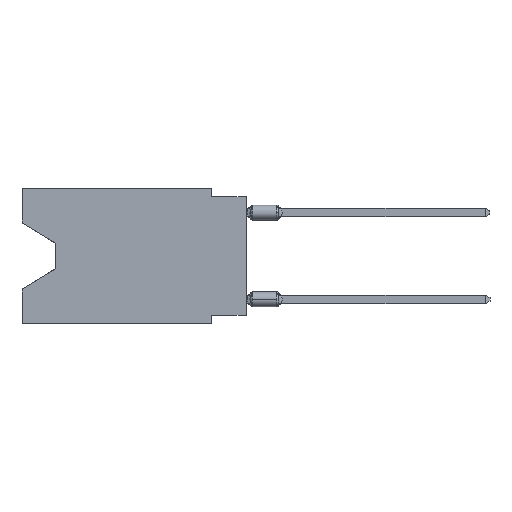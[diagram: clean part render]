
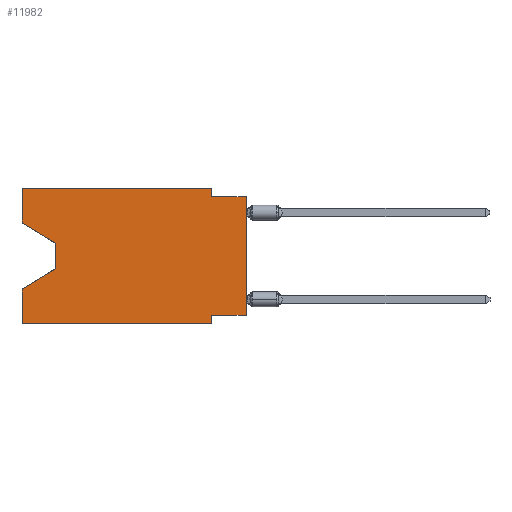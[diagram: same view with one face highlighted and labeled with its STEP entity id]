
A CAD part, left-side view. The second image highlights one B-rep face of the part: STEP entity #11982.
In plain terms, the highlighted planar face has unit normal (-1, 0, 0).
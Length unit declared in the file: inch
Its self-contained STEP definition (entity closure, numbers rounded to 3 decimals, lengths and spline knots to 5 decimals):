
#6 = CARTESIAN_POINT ( 'NONE',  ( 0., 0.645, -0.10025 ) ) ;
#372 = DIRECTION ( 'NONE',  ( 0., 0., 1. ) ) ;
#665 = VERTEX_POINT ( 'NONE', #6771 ) ;
#698 = DIRECTION ( 'NONE',  ( 0., 0., -1. ) ) ;
#725 = DIRECTION ( 'NONE',  ( 1., 0., 0. ) ) ;
#769 = CARTESIAN_POINT ( 'NONE',  ( 0., 0.1, 0. ) ) ;
#770 = CARTESIAN_POINT ( 'NONE',  ( 0., 0.1, -0.39 ) ) ;
#910 = CARTESIAN_POINT ( 'NONE',  ( 0., 0.645, 0. ) ) ;
#1625 = VERTEX_POINT ( 'NONE', #15433 ) ;
#1720 = ORIENTED_EDGE ( 'NONE', *, *, #7202, .T. ) ;
#1736 = CARTESIAN_POINT ( 'NONE',  ( 0., 0.645, 0. ) ) ;
#1799 = CARTESIAN_POINT ( 'NONE',  ( 0., 0.1, 0. ) ) ;
#1901 = CARTESIAN_POINT ( 'NONE',  ( 0., 0., -0.025 ) ) ;
#2044 = LINE ( 'NONE', #3009, #5000 ) ;
#2084 = EDGE_CURVE ( 'NONE', #14427, #13568, #14838, .T. ) ;
#2266 = LINE ( 'NONE', #9450, #5720 ) ;
#2341 = ORIENTED_EDGE ( 'NONE', *, *, #11289, .F. ) ;
#2567 = VERTEX_POINT ( 'NONE', #11149 ) ;
#3009 = CARTESIAN_POINT ( 'NONE',  ( 0., 0.645, 0. ) ) ;
#3112 = VERTEX_POINT ( 'NONE', #15471 ) ;
#3179 = EDGE_CURVE ( 'NONE', #665, #3549, #13009, .T. ) ;
#3205 = ORIENTED_EDGE ( 'NONE', *, *, #11215, .F. ) ;
#3467 = AXIS2_PLACEMENT_3D ( 'NONE', #11675, #725, #6714 ) ;
#3549 = VERTEX_POINT ( 'NONE', #14090 ) ;
#3692 = DIRECTION ( 'NONE',  ( 0., 0., -1. ) ) ;
#3887 = DIRECTION ( 'NONE',  ( 0., -0.855, -0.519 ) ) ;
#3895 = LINE ( 'NONE', #6392, #6477 ) ;
#4264 = LINE ( 'NONE', #12984, #14094 ) ;
#4560 = VERTEX_POINT ( 'NONE', #14911 ) ;
#4744 = EDGE_CURVE ( 'NONE', #8318, #4560, #7296, .T. ) ;
#4780 = LINE ( 'NONE', #10699, #14388 ) ;
#5000 = VECTOR ( 'NONE', #9393, 39.37008 ) ;
#5024 = CARTESIAN_POINT ( 'NONE',  ( 0., 0., 0. ) ) ;
#5602 = PLANE ( 'NONE',  #3467 ) ;
#5675 = EDGE_LOOP ( 'NONE', ( #6416, #6883, #1720, #3205, #10987, #10206, #6061, #9795, #2341, #6284, #8372, #9419 ) ) ;
#5720 = VECTOR ( 'NONE', #3692, 39.37008 ) ;
#5725 = EDGE_CURVE ( 'NONE', #8318, #3112, #13803, .T. ) ;
#5896 = EDGE_CURVE ( 'NONE', #15306, #14859, #14334, .T. ) ;
#6061 = ORIENTED_EDGE ( 'NONE', *, *, #13589, .F. ) ;
#6284 = ORIENTED_EDGE ( 'NONE', *, *, #5896, .F. ) ;
#6327 = EDGE_CURVE ( 'NONE', #1625, #3549, #4264, .T. ) ;
#6392 = CARTESIAN_POINT ( 'NONE',  ( 0., 0.55, -0.232 ) ) ;
#6416 = ORIENTED_EDGE ( 'NONE', *, *, #5725, .T. ) ;
#6477 = VECTOR ( 'NONE', #7578, 39.37008 ) ;
#6678 = DIRECTION ( 'NONE',  ( 0., 0., -1. ) ) ;
#6714 = DIRECTION ( 'NONE',  ( 0., 0., -1. ) ) ;
#6771 = CARTESIAN_POINT ( 'NONE',  ( 0., 0.1, -0.365 ) ) ;
#6807 = VECTOR ( 'NONE', #13296, 39.37008 ) ;
#6883 = ORIENTED_EDGE ( 'NONE', *, *, #7883, .T. ) ;
#7202 = EDGE_CURVE ( 'NONE', #2567, #8443, #3895, .T. ) ;
#7296 = LINE ( 'NONE', #910, #6807 ) ;
#7574 = LINE ( 'NONE', #1736, #12408 ) ;
#7578 = DIRECTION ( 'NONE',  ( 0., 0.855, -0.519 ) ) ;
#7868 = DIRECTION ( 'NONE',  ( 0., -1., 0. ) ) ;
#7883 = EDGE_CURVE ( 'NONE', #3112, #2567, #2266, .T. ) ;
#8318 = VERTEX_POINT ( 'NONE', #6 ) ;
#8372 = ORIENTED_EDGE ( 'NONE', *, *, #11110, .F. ) ;
#8428 = DIRECTION ( 'NONE',  ( 0., -1., 0. ) ) ;
#8443 = VERTEX_POINT ( 'NONE', #9825 ) ;
#8837 = CARTESIAN_POINT ( 'NONE',  ( 0., 0., -0.365 ) ) ;
#8863 = VECTOR ( 'NONE', #698, 39.37008 ) ;
#9393 = DIRECTION ( 'NONE',  ( 0., 0., 1. ) ) ;
#9419 = ORIENTED_EDGE ( 'NONE', *, *, #4744, .F. ) ;
#9450 = CARTESIAN_POINT ( 'NONE',  ( 0., 0.55, -0.158 ) ) ;
#9795 = ORIENTED_EDGE ( 'NONE', *, *, #2084, .T. ) ;
#9825 = CARTESIAN_POINT ( 'NONE',  ( 0., 0.645, -0.28975 ) ) ;
#10206 = ORIENTED_EDGE ( 'NONE', *, *, #3179, .F. ) ;
#10232 = VECTOR ( 'NONE', #372, 39.37008 ) ;
#10594 = VECTOR ( 'NONE', #8428, 39.37008 ) ;
#10699 = CARTESIAN_POINT ( 'NONE',  ( 0., 0., -0.365 ) ) ;
#10772 = VECTOR ( 'NONE', #6678, 39.37008 ) ;
#10987 = ORIENTED_EDGE ( 'NONE', *, *, #6327, .T. ) ;
#11110 = EDGE_CURVE ( 'NONE', #4560, #15306, #7574, .T. ) ;
#11149 = CARTESIAN_POINT ( 'NONE',  ( 0., 0.55, -0.232 ) ) ;
#11215 = EDGE_CURVE ( 'NONE', #1625, #8443, #2044, .T. ) ;
#11289 = EDGE_CURVE ( 'NONE', #14859, #13568, #12191, .T. ) ;
#11412 = CARTESIAN_POINT ( 'NONE',  ( 0., 0.645, -0.10025 ) ) ;
#11675 = CARTESIAN_POINT ( 'NONE',  ( 0., 0.645, 0. ) ) ;
#11867 = CARTESIAN_POINT ( 'NONE',  ( 0., 0., -0.025 ) ) ;
#11982 = ADVANCED_FACE ( 'NONE', ( #12660 ), #5602, .F. ) ;
#12191 = LINE ( 'NONE', #11867, #10594 ) ;
#12320 = VECTOR ( 'NONE', #3887, 39.37008 ) ;
#12408 = VECTOR ( 'NONE', #12464, 39.37008 ) ;
#12464 = DIRECTION ( 'NONE',  ( 0., -1., 0. ) ) ;
#12660 = FACE_OUTER_BOUND ( 'NONE', #5675, .T. ) ;
#12730 = CARTESIAN_POINT ( 'NONE',  ( 0., 0.1, -0.025 ) ) ;
#12984 = CARTESIAN_POINT ( 'NONE',  ( 0., 0.645, -0.39 ) ) ;
#13009 = LINE ( 'NONE', #770, #8863 ) ;
#13095 = DIRECTION ( 'NONE',  ( 0., 1., 0. ) ) ;
#13296 = DIRECTION ( 'NONE',  ( 0., 0., 1. ) ) ;
#13568 = VERTEX_POINT ( 'NONE', #1901 ) ;
#13589 = EDGE_CURVE ( 'NONE', #14427, #665, #4780, .T. ) ;
#13803 = LINE ( 'NONE', #11412, #12320 ) ;
#14090 = CARTESIAN_POINT ( 'NONE',  ( 0., 0.1, -0.39 ) ) ;
#14094 = VECTOR ( 'NONE', #7868, 39.37008 ) ;
#14334 = LINE ( 'NONE', #1799, #10772 ) ;
#14388 = VECTOR ( 'NONE', #13095, 39.37008 ) ;
#14427 = VERTEX_POINT ( 'NONE', #8837 ) ;
#14838 = LINE ( 'NONE', #5024, #10232 ) ;
#14859 = VERTEX_POINT ( 'NONE', #12730 ) ;
#14911 = CARTESIAN_POINT ( 'NONE',  ( 0., 0.645, 0. ) ) ;
#15306 = VERTEX_POINT ( 'NONE', #769 ) ;
#15433 = CARTESIAN_POINT ( 'NONE',  ( 0., 0.645, -0.39 ) ) ;
#15471 = CARTESIAN_POINT ( 'NONE',  ( 0., 0.55, -0.158 ) ) ;
